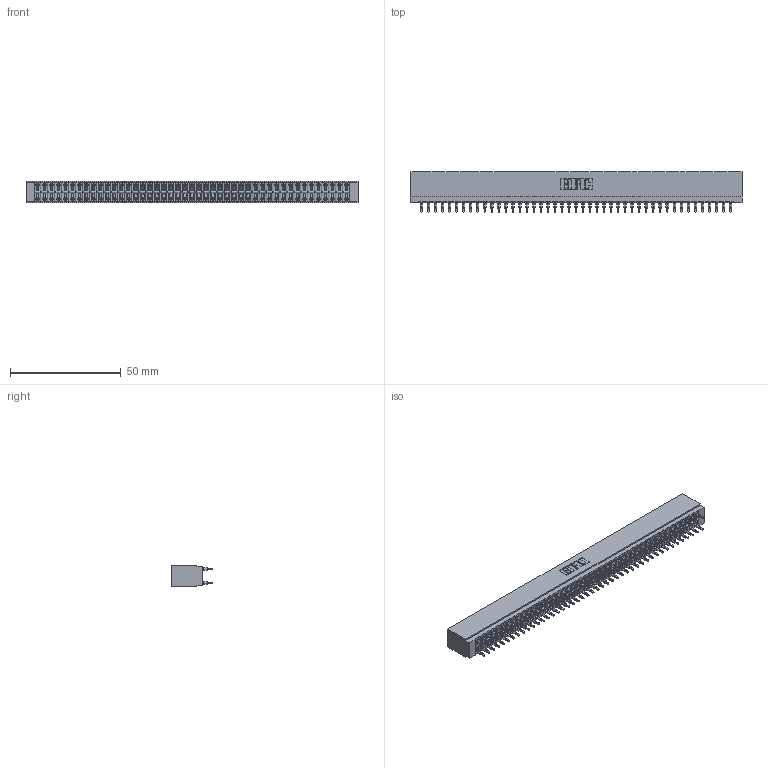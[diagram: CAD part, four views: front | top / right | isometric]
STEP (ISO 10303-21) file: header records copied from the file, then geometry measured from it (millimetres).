
FILE_DESCRIPTION (( 'STEP AP203' ), '1' );
FILE_NAME ('726-090-525-201.STEP', '2020-05-28T12:09:02', ( '' ), ( '' ), 'SwSTEP 2.0', 'SolidWorks 2020', '' );
FILE_SCHEMA (( 'CONFIG_CONTROL_DESIGN' ));
Length unit declared in the file: inch
Products named in the file (3): 746-292-001_525; 726 Part_.515 Slot Depth - 01; 726-090-525-201
Assembly tree (91 placements, depth 2):
  726-090-525-201
    726 Part_.515 Slot Depth - 01
    746-292-001_525  x90
Bounding box: 150.11 x 18.4 x 9.91 mm (x, y, z)
Volume: 13751.6 mm3; surface area: 22766.2 mm2
Topology: 91 solids, 91 shells, 8152 faces, 22403 edges, 14260 vertices
Faces by surface type: plane 4195, bspline 1800, cylinder 1617, torus 540
Entity records: 69021 total; most frequent: CARTESIAN_POINT 13695, ORIENTED_EDGE 11876, DIRECTION 9910, EDGE_CURVE 5938, VECTOR 5304, LINE 5304, VERTEX_POINT 3936, AXIS2_PLACEMENT_3D 2303
